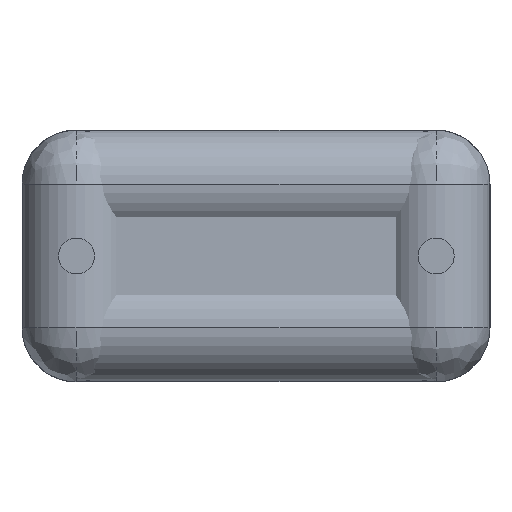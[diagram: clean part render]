
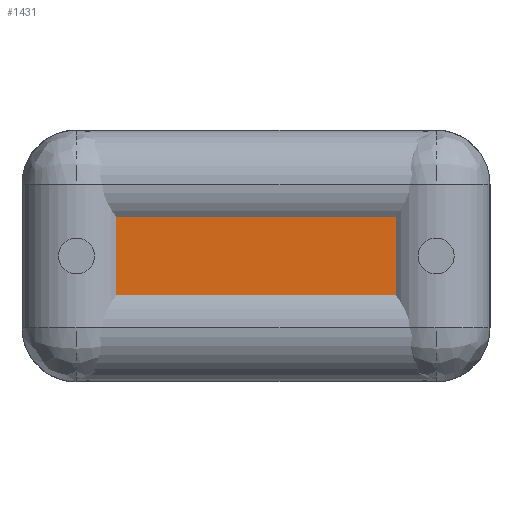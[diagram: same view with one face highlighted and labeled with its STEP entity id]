
A CAD part, front view. The second image highlights one B-rep face of the part: STEP entity #1431.
In plain terms, the highlighted planar face has unit normal (0, -1, 0).
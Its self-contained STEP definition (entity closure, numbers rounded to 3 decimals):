
#140 = CARTESIAN_POINT ( 'NONE',  ( 2.503, -3.375, 0. ) ) ;
#199 = DIRECTION ( 'NONE',  ( 0., 0., 1. ) ) ;
#386 = LINE ( 'NONE', #3006, #2237 ) ;
#417 = ORIENTED_EDGE ( 'NONE', *, *, #3078, .F. ) ;
#420 = FACE_OUTER_BOUND ( 'NONE', #906, .T. ) ;
#467 = LINE ( 'NONE', #1151, #2384 ) ;
#513 = ORIENTED_EDGE ( 'NONE', *, *, #1335, .T. ) ;
#578 = DIRECTION ( 'NONE',  ( 0., 1., 0. ) ) ;
#620 = VECTOR ( 'NONE', #199, 1000. ) ;
#704 = ORIENTED_EDGE ( 'NONE', *, *, #2417, .T. ) ;
#801 = VECTOR ( 'NONE', #1913, 1000. ) ;
#838 = CARTESIAN_POINT ( 'NONE',  ( -2.503, -3.375, 0. ) ) ;
#906 = EDGE_LOOP ( 'NONE', ( #704, #3209, #513, #417 ) ) ;
#1022 = PLANE ( 'NONE',  #2422 ) ;
#1151 = CARTESIAN_POINT ( 'NONE',  ( -2.503, -3.375, 0. ) ) ;
#1335 = EDGE_CURVE ( 'NONE', #2071, #1951, #467, .T. ) ;
#1431 = ADVANCED_FACE ( 'NONE', ( #420 ), #1022, .F. ) ;
#1547 = LINE ( 'NONE', #140, #801 ) ;
#1660 = CARTESIAN_POINT ( 'NONE',  ( 2.503, -3.375, 2. ) ) ;
#1746 = DIRECTION ( 'NONE',  ( 1., 0., 0. ) ) ;
#1751 = CARTESIAN_POINT ( 'NONE',  ( 2.503, -3.375, 0. ) ) ;
#1811 = VERTEX_POINT ( 'NONE', #1751 ) ;
#1913 = DIRECTION ( 'NONE',  ( -1., 0., 0. ) ) ;
#1942 = DIRECTION ( 'NONE',  ( 0., 0., -1. ) ) ;
#1951 = VERTEX_POINT ( 'NONE', #2169 ) ;
#2071 = VERTEX_POINT ( 'NONE', #2509 ) ;
#2079 = DIRECTION ( 'NONE',  ( 0., 0., 1. ) ) ;
#2123 = EDGE_CURVE ( 'NONE', #2071, #3132, #386, .T. ) ;
#2169 = CARTESIAN_POINT ( 'NONE',  ( -2.503, -3.375, 0. ) ) ;
#2237 = VECTOR ( 'NONE', #1746, 1000. ) ;
#2384 = VECTOR ( 'NONE', #1942, 1000. ) ;
#2417 = EDGE_CURVE ( 'NONE', #1811, #3132, #2554, .T. ) ;
#2422 = AXIS2_PLACEMENT_3D ( 'NONE', #838, #578, #2079 ) ;
#2509 = CARTESIAN_POINT ( 'NONE',  ( -2.503, -3.375, 2. ) ) ;
#2554 = LINE ( 'NONE', #2949, #620 ) ;
#2949 = CARTESIAN_POINT ( 'NONE',  ( 2.503, -3.375, 0. ) ) ;
#3006 = CARTESIAN_POINT ( 'NONE',  ( -2.503, -3.375, 2. ) ) ;
#3078 = EDGE_CURVE ( 'NONE', #1811, #1951, #1547, .T. ) ;
#3132 = VERTEX_POINT ( 'NONE', #1660 ) ;
#3209 = ORIENTED_EDGE ( 'NONE', *, *, #2123, .F. ) ;
